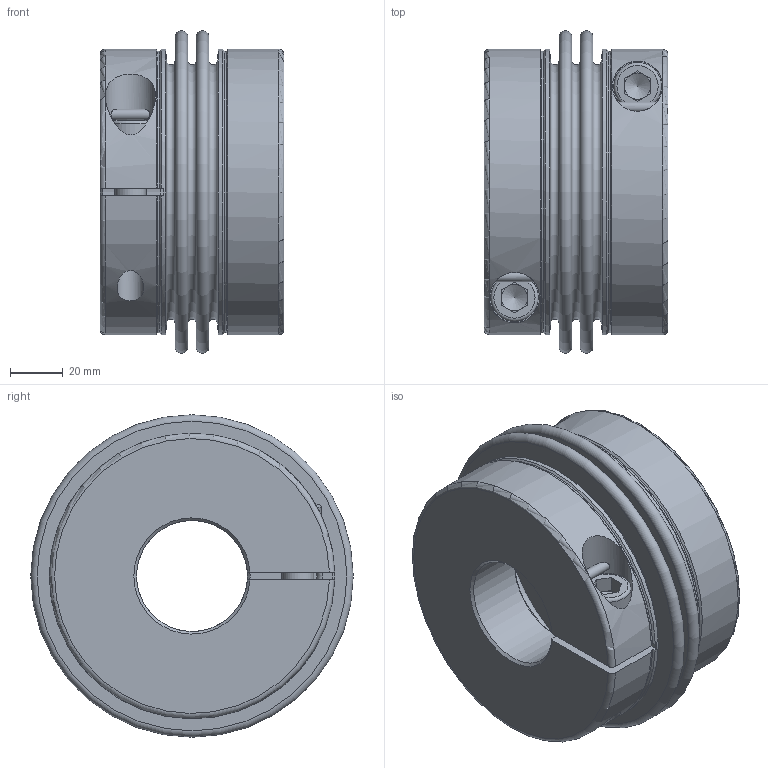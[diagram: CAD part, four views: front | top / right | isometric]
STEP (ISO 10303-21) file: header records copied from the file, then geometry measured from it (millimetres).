
FILE_DESCRIPTION( ( 'Unknown' ), '1' );
FILE_NAME( 'KG 700 - 2W.stp', 'Unknown', ( 'Unknown' ), ( 'Unknown' ), 'PSStep 10.1', 'Unknown', ' ' );
FILE_SCHEMA( ( 'AUTOMOTIVE_DESIGN { 1 0 10303 214 1 1 1 1 }' ) );
Length unit declared in the file: millimetre
Products named in the file (1): kt100950
Bounding box: 69.58 x 122 x 122 mm (x, y, z)
Volume: 378544.2 mm3; surface area: 112849.6 mm2
Topology: 1 solids, 1 shells, 100 faces, 230 edges, 146 vertices
Faces by surface type: plane 50, cylinder 20, torus 16, cone 14
Full cylindrical faces by diameter (mm): 10.2 x2, 12 x2, 12.5 x2, 18 x2, 19 x2, 106.4 x2, 108 x2
Entity records: 3960 total; most frequent: CARTESIAN_POINT 1029, DIRECTION 462, ORIENTED_EDGE 368, AXIS2_PLACEMENT_3D 191, EDGE_CURVE 184, EDGE_LOOP 152, VERTEX_POINT 134, FACE_OUTER_BOUND 126
